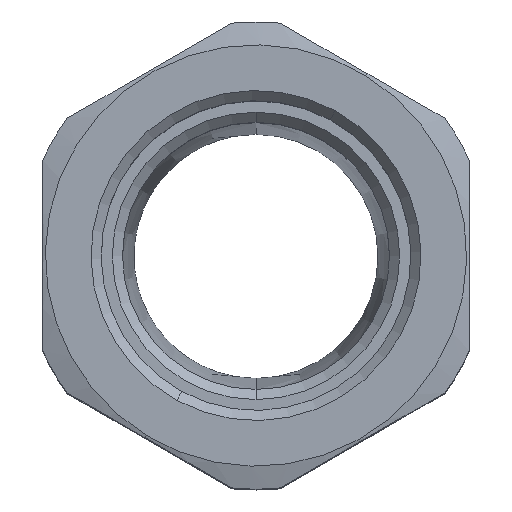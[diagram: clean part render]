
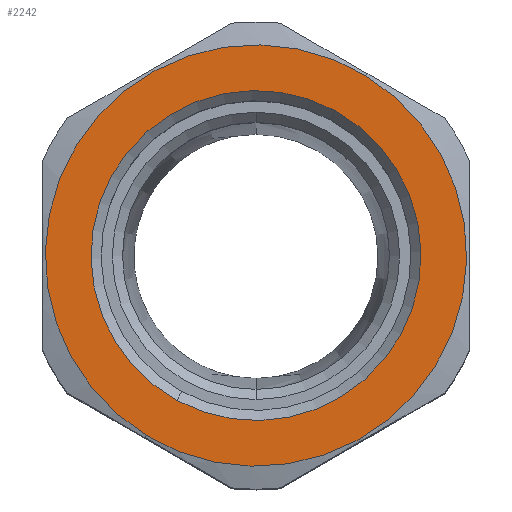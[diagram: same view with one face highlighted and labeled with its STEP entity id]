
A CAD part, top view. The second image highlights one B-rep face of the part: STEP entity #2242.
In plain terms, the highlighted planar face has unit normal (0, 0, 1).
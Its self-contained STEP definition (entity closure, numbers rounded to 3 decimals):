
#1858=AXIS2_PLACEMENT_3D('Circle Axis2P3D',#1856,#1857,$) ;
#2107=AXIS2_PLACEMENT_3D('Circle Axis2P3D',#2105,#2106,$) ;
#2218=AXIS2_PLACEMENT_3D('Plane Axis2P3D',#2215,#2216,#2217) ;
#2226=AXIS2_PLACEMENT_3D('Circle Axis2P3D',#2224,#2225,$) ;
#2235=AXIS2_PLACEMENT_3D('Circle Axis2P3D',#2233,#2234,$) ;
#1853=CARTESIAN_POINT('Vertex',(31.796,40.72,69.75)) ;
#1856=CARTESIAN_POINT('Axis2P3D Location',(21.,23.,69.75)) ;
#1860=CARTESIAN_POINT('Vertex',(10.204,5.28,69.75)) ;
#2105=CARTESIAN_POINT('Axis2P3D Location',(21.,23.,69.75)) ;
#2215=CARTESIAN_POINT('Axis2P3D Location',(21.,23.,69.75)) ;
#2224=CARTESIAN_POINT('Axis2P3D Location',(21.,23.,69.75)) ;
#2228=CARTESIAN_POINT('Vertex',(13.209,8.739,69.75)) ;
#2230=CARTESIAN_POINT('Vertex',(28.791,37.261,69.75)) ;
#2233=CARTESIAN_POINT('Axis2P3D Location',(21.,23.,69.75)) ;
#1857=DIRECTION('Axis2P3D Direction',(0.,0.,-1.)) ;
#2106=DIRECTION('Axis2P3D Direction',(0.,0.,-1.)) ;
#2216=DIRECTION('Axis2P3D Direction',(0.,0.,-1.)) ;
#2217=DIRECTION('Axis2P3D XDirection',(0.,1.,0.)) ;
#2225=DIRECTION('Axis2P3D Direction',(0.,0.,-1.)) ;
#2234=DIRECTION('Axis2P3D Direction',(0.,0.,-1.)) ;
#2221=ORIENTED_EDGE('',*,*,#2109,.T.) ;
#2222=ORIENTED_EDGE('',*,*,#1862,.T.) ;
#2239=ORIENTED_EDGE('',*,*,#2232,.T.) ;
#2240=ORIENTED_EDGE('',*,*,#2237,.T.) ;
#2241=FACE_BOUND('',#2238,.T.) ;
#2242=ADVANCED_FACE('Part1.1\\Koerper.2',(#2223,#2241),#2219,.F.) ;
#1859=CIRCLE('generated circle',#1858,20.75) ;
#2108=CIRCLE('generated circle',#2107,20.75) ;
#2227=CIRCLE('generated circle',#2226,16.25) ;
#2236=CIRCLE('generated circle',#2235,16.25) ;
#1862=EDGE_CURVE('',#1861,#1854,#1859,.F.) ;
#2109=EDGE_CURVE('',#1854,#1861,#2108,.F.) ;
#2232=EDGE_CURVE('',#2229,#2231,#2227,.T.) ;
#2237=EDGE_CURVE('',#2231,#2229,#2236,.T.) ;
#2220=EDGE_LOOP('',(#2221,#2222)) ;
#2238=EDGE_LOOP('',(#2239,#2240)) ;
#2223=FACE_OUTER_BOUND('',#2220,.T.) ;
#2219=PLANE('',#2218) ;
#1854=VERTEX_POINT('',#1853) ;
#1861=VERTEX_POINT('',#1860) ;
#2229=VERTEX_POINT('',#2228) ;
#2231=VERTEX_POINT('',#2230) ;
